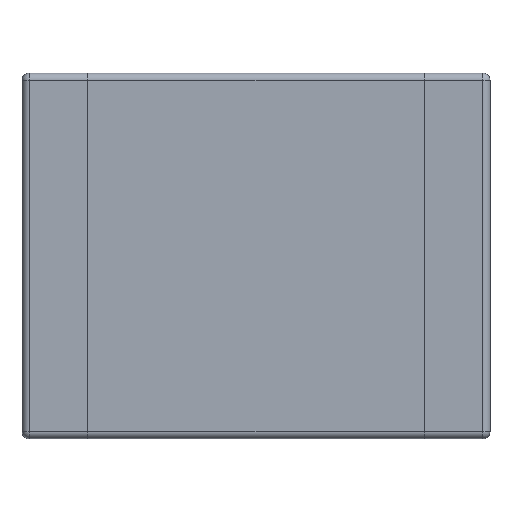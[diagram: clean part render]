
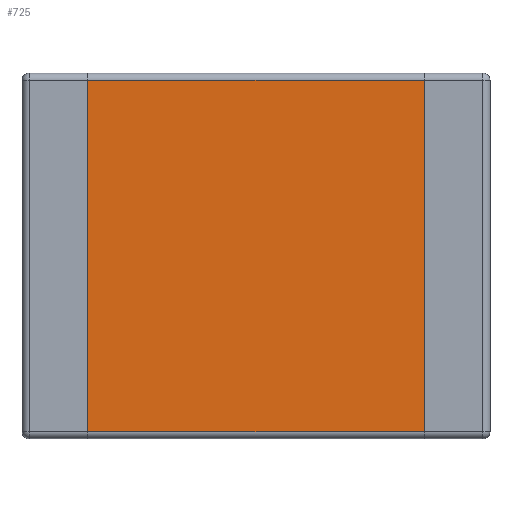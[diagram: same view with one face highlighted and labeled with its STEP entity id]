
A CAD part, front view. The second image highlights one B-rep face of the part: STEP entity #725.
In plain terms, the highlighted planar face has unit normal (0, -1, 0).
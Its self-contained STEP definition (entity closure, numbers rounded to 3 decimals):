
#9 = EDGE_CURVE ( 'NONE', #549, #528, #845, .T. ) ;
#12 = ORIENTED_EDGE ( 'NONE', *, *, #527, .F. ) ;
#13 = ORIENTED_EDGE ( 'NONE', *, *, #18, .T. ) ;
#18 = EDGE_CURVE ( 'NONE', #592, #663, #912, .T. ) ;
#527 = EDGE_CURVE ( 'NONE', #592, #528, #1025, .T. ) ;
#528 = VERTEX_POINT ( 'NONE', #1021 ) ;
#537 = EDGE_CURVE ( 'NONE', #549, #663, #1050, .T. ) ;
#549 = VERTEX_POINT ( 'NONE', #1074 ) ;
#551 = ORIENTED_EDGE ( 'NONE', *, *, #9, .T. ) ;
#592 = VERTEX_POINT ( 'NONE', #1195 ) ;
#594 = ORIENTED_EDGE ( 'NONE', *, *, #537, .F. ) ;
#663 = VERTEX_POINT ( 'NONE', #1405 ) ;
#725 = ADVANCED_FACE ( 'NONE', ( #1645 ), #1630, .T. ) ;
#726 = EDGE_LOOP ( 'NONE', ( #594, #551, #12, #13 ) ) ;
#842 = DIRECTION ( 'NONE',  ( 1., 0., 0. ) ) ;
#843 = VECTOR ( 'NONE', #842, 1000. ) ;
#844 = CARTESIAN_POINT ( 'NONE',  ( 1.6, 0., -1.2 ) ) ;
#845 = LINE ( 'NONE', #844, #843 ) ;
#909 = DIRECTION ( 'NONE',  ( -1., 0., 0. ) ) ;
#910 = VECTOR ( 'NONE', #909, 1000. ) ;
#911 = CARTESIAN_POINT ( 'NONE',  ( -1.6, 0., 1.2 ) ) ;
#912 = LINE ( 'NONE', #911, #910 ) ;
#1021 = CARTESIAN_POINT ( 'NONE',  ( 1.15, 0., -1.2 ) ) ;
#1022 = DIRECTION ( 'NONE',  ( 0., 0., -1. ) ) ;
#1023 = VECTOR ( 'NONE', #1022, 1000. ) ;
#1024 = CARTESIAN_POINT ( 'NONE',  ( 1.15, 0., -1.25 ) ) ;
#1025 = LINE ( 'NONE', #1024, #1023 ) ;
#1046 = DIRECTION ( 'NONE',  ( 0., 0., 1. ) ) ;
#1047 = VECTOR ( 'NONE', #1046, 1000. ) ;
#1048 = CARTESIAN_POINT ( 'NONE',  ( -1.15, 0., -1.25 ) ) ;
#1050 = LINE ( 'NONE', #1048, #1047 ) ;
#1074 = CARTESIAN_POINT ( 'NONE',  ( -1.15, 0., -1.2 ) ) ;
#1195 = CARTESIAN_POINT ( 'NONE',  ( 1.15, 0., 1.2 ) ) ;
#1405 = CARTESIAN_POINT ( 'NONE',  ( -1.15, 0., 1.2 ) ) ;
#1626 = DIRECTION ( 'NONE',  ( 0., 0., -1. ) ) ;
#1627 = DIRECTION ( 'NONE',  ( 0., -1., 0. ) ) ;
#1628 = CARTESIAN_POINT ( 'NONE',  ( 1.6, 0., -1.25 ) ) ;
#1629 = AXIS2_PLACEMENT_3D ( 'NONE', #1628, #1627, #1626 ) ;
#1630 = PLANE ( 'NONE',  #1629 ) ;
#1645 = FACE_OUTER_BOUND ( 'NONE', #726, .T. ) ;
